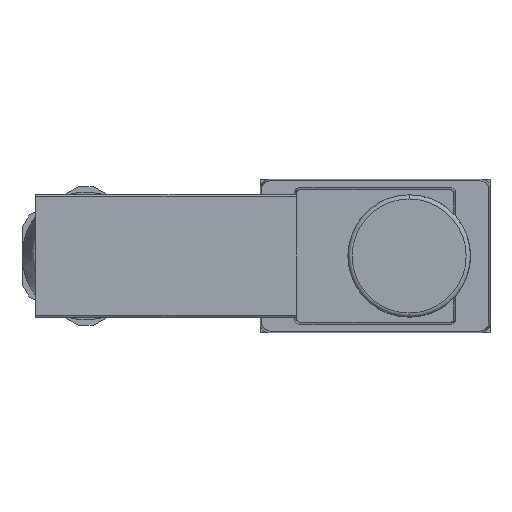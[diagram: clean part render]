
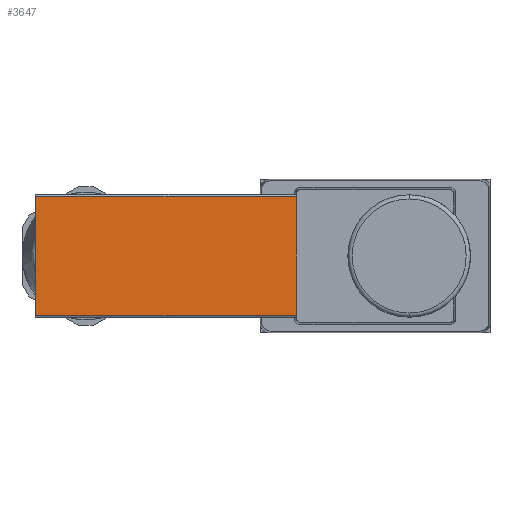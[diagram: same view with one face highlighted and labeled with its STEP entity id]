
A CAD part, left-side view. The second image highlights one B-rep face of the part: STEP entity #3647.
In plain terms, the highlighted planar face has unit normal (-1, 0, 0).
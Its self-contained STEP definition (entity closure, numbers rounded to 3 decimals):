
#223 = CARTESIAN_POINT ( 'NONE',  ( -64.8, 9.253, 7.25 ) ) ;
#397 = CARTESIAN_POINT ( 'NONE',  ( -64.8, 39.9, -6.95 ) ) ;
#559 = VECTOR ( 'NONE', #2036, 1000. ) ;
#739 = ORIENTED_EDGE ( 'NONE', *, *, #4479, .F. ) ;
#774 = LINE ( 'NONE', #4891, #4035 ) ;
#983 = EDGE_LOOP ( 'NONE', ( #6560, #1666, #5439, #739 ) ) ;
#1216 = DIRECTION ( 'NONE',  ( 0., 0., -1. ) ) ;
#1284 = CARTESIAN_POINT ( 'NONE',  ( -64.8, 9.253, 6.95 ) ) ;
#1444 = VECTOR ( 'NONE', #7613, 1000. ) ;
#1627 = FACE_OUTER_BOUND ( 'NONE', #983, .T. ) ;
#1666 = ORIENTED_EDGE ( 'NONE', *, *, #6413, .F. ) ;
#1779 = DIRECTION ( 'NONE',  ( -1., 0., 0. ) ) ;
#1864 = VERTEX_POINT ( 'NONE', #1284 ) ;
#2036 = DIRECTION ( 'NONE',  ( 0., 0., -1. ) ) ;
#2177 = LINE ( 'NONE', #223, #559 ) ;
#2769 = DIRECTION ( 'NONE',  ( 0., 1., 0. ) ) ;
#3076 = LINE ( 'NONE', #4095, #1444 ) ;
#3142 = VERTEX_POINT ( 'NONE', #397 ) ;
#3647 = ADVANCED_FACE ( 'NONE', ( #1627 ), #5999, .T. ) ;
#4029 = LINE ( 'NONE', #6944, #6980 ) ;
#4035 = VECTOR ( 'NONE', #1216, 1000. ) ;
#4095 = CARTESIAN_POINT ( 'NONE',  ( -64.8, -500000., 6.95 ) ) ;
#4479 = EDGE_CURVE ( 'NONE', #4778, #3142, #4029, .T. ) ;
#4778 = VERTEX_POINT ( 'NONE', #7280 ) ;
#4780 = AXIS2_PLACEMENT_3D ( 'NONE', #7734, #1779, #6036 ) ;
#4891 = CARTESIAN_POINT ( 'NONE',  ( -64.8, 39.9, 7.25 ) ) ;
#5439 = ORIENTED_EDGE ( 'NONE', *, *, #7751, .T. ) ;
#5602 = CARTESIAN_POINT ( 'NONE',  ( -64.8, 39.9, 6.95 ) ) ;
#5626 = EDGE_CURVE ( 'NONE', #1864, #4778, #2177, .T. ) ;
#5706 = VERTEX_POINT ( 'NONE', #5602 ) ;
#5999 = PLANE ( 'NONE',  #4780 ) ;
#6036 = DIRECTION ( 'NONE',  ( 0., 1., 0. ) ) ;
#6413 = EDGE_CURVE ( 'NONE', #5706, #1864, #3076, .T. ) ;
#6560 = ORIENTED_EDGE ( 'NONE', *, *, #5626, .F. ) ;
#6944 = CARTESIAN_POINT ( 'NONE',  ( -64.8, -500000., -6.95 ) ) ;
#6980 = VECTOR ( 'NONE', #2769, 1000. ) ;
#7280 = CARTESIAN_POINT ( 'NONE',  ( -64.8, 9.253, -6.95 ) ) ;
#7613 = DIRECTION ( 'NONE',  ( 0., -1., 0. ) ) ;
#7734 = CARTESIAN_POINT ( 'NONE',  ( -64.8, -500000., 7.25 ) ) ;
#7751 = EDGE_CURVE ( 'NONE', #5706, #3142, #774, .T. ) ;
